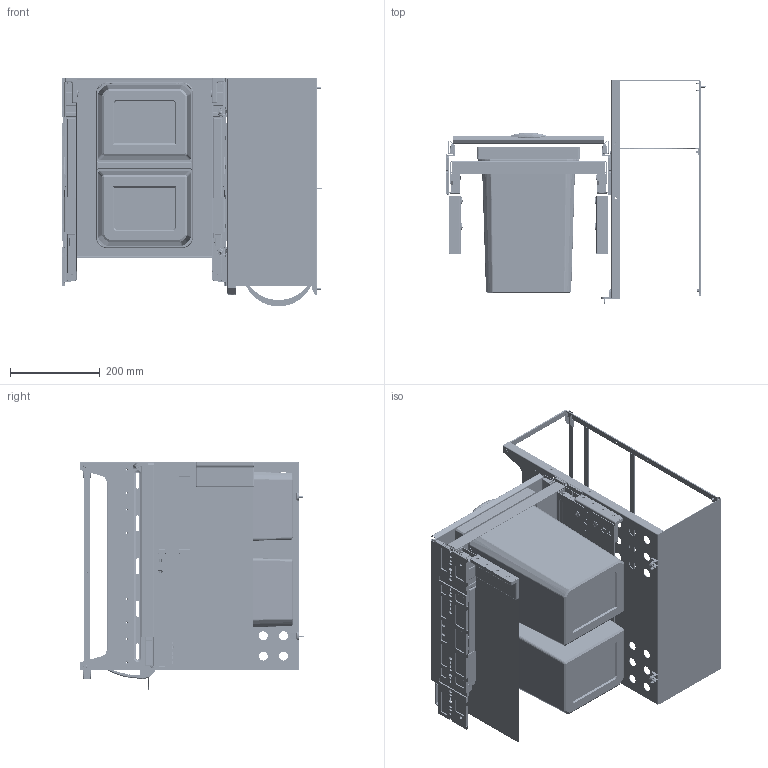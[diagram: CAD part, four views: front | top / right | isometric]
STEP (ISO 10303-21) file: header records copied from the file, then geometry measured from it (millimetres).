
FILE_DESCRIPTION(('STEP AP214'),'1');
FILE_NAME('8013348_V Cox Base Q 360 S_400-2_R.STP','2024-08-15T10:21:54',(' '),(' '),'Spatial InterOp 3D',' ',' ');
FILE_SCHEMA(('AUTOMOTIVE_DESIGN { 1 0 10303 214 1 1 1 1 }'));
Length unit declared in the file: millimetre
Products named in the file (1): 3D-Objekt
Bounding box: 578.9 x 499.1 x 508.06 mm (x, y, z)
Volume: 3713008.8 mm3; surface area: 3466172.5 mm2
Topology: 55 solids, 61 shells, 6242 faces, 15824 edges, 9776 vertices
Faces by surface type: plane 2538, cylinder 2356, torus 842, bspline 218, cone 172, sphere 94, extrusion 22
Entity records: 257839 total; most frequent: CARTESIAN_POINT 52321, DIRECTION 32927, ORIENTED_EDGE 31512, EDGE_CURVE 15772, AXIS2_PLACEMENT_3D 12241, STYLED_ITEM 10050, PRESENTATION_STYLE_ASSIGNMENT 10050, COLOUR_RGB 10050
